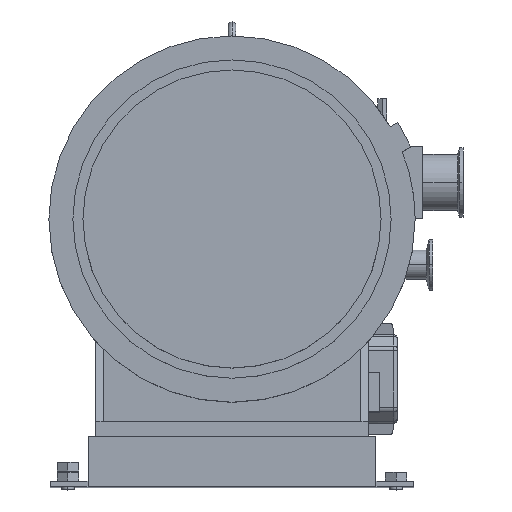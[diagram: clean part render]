
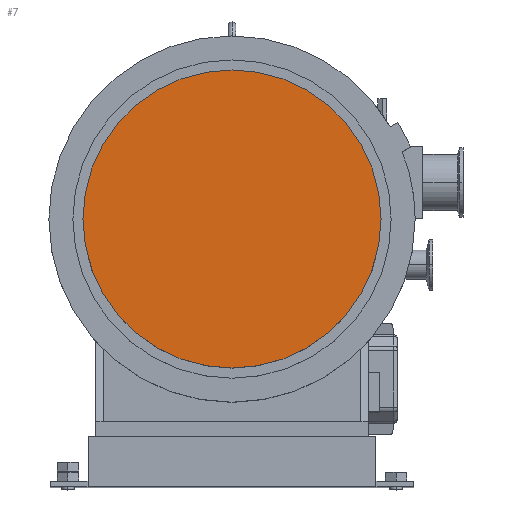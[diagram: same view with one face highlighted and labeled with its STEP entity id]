
A CAD part, top view. The second image highlights one B-rep face of the part: STEP entity #7.
In plain terms, the highlighted planar face has unit normal (0, 0, 1).
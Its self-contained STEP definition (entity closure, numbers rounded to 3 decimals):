
#1 = EDGE_CURVE ( 'NONE', #2399, #2403, #344, .T. ) ;
#3 = EDGE_LOOP ( 'NONE', ( #4, #5 ) ) ;
#4 = ORIENTED_EDGE ( 'NONE', *, *, #1, .T. ) ;
#5 = ORIENTED_EDGE ( 'NONE', *, *, #2402, .T. ) ;
#7 = ADVANCED_FACE ( 'NONE', ( #345 ), #409, .T. ) ;
#341 = DIRECTION ( 'NONE',  ( 0., 0., 1. ) ) ;
#342 = CARTESIAN_POINT ( 'NONE',  ( 0., 0., 117.1 ) ) ;
#343 = AXIS2_PLACEMENT_3D ( 'NONE', #342, #341, #410 ) ;
#344 = CIRCLE ( 'NONE', #343, 118. ) ;
#345 = FACE_OUTER_BOUND ( 'NONE', #3, .T. ) ;
#405 = DIRECTION ( 'NONE',  ( 1., 0., 0. ) ) ;
#406 = DIRECTION ( 'NONE',  ( 0., 0., 1. ) ) ;
#407 = CARTESIAN_POINT ( 'NONE',  ( 0., 0., 117.1 ) ) ;
#408 = AXIS2_PLACEMENT_3D ( 'NONE', #407, #406, #405 ) ;
#409 = PLANE ( 'NONE',  #408 ) ;
#410 = DIRECTION ( 'NONE',  ( 1., 0., 0. ) ) ;
#1261 = CARTESIAN_POINT ( 'NONE',  ( 118., 0., 117.1 ) ) ;
#1262 = DIRECTION ( 'NONE',  ( 1., 0., 0. ) ) ;
#1263 = DIRECTION ( 'NONE',  ( 0., 0., 1. ) ) ;
#1264 = CARTESIAN_POINT ( 'NONE',  ( 0., 0., 117.1 ) ) ;
#1265 = AXIS2_PLACEMENT_3D ( 'NONE', #1264, #1263, #1262 ) ;
#1266 = CIRCLE ( 'NONE', #1265, 118. ) ;
#1267 = CARTESIAN_POINT ( 'NONE',  ( -118., 0., 117.1 ) ) ;
#2399 = VERTEX_POINT ( 'NONE', #1267 ) ;
#2402 = EDGE_CURVE ( 'NONE', #2403, #2399, #1266, .T. ) ;
#2403 = VERTEX_POINT ( 'NONE', #1261 ) ;
